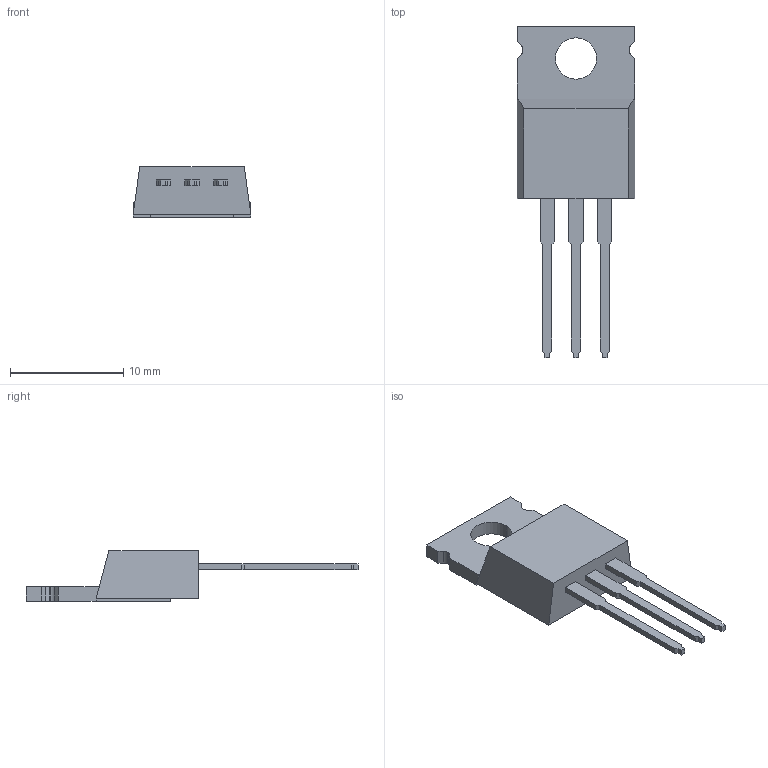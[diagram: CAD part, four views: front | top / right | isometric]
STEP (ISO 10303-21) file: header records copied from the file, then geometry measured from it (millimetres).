
FILE_DESCRIPTION (( 'STEP AP214' ), '1' );
FILE_NAME ('IRF530NPBF.STEP', '2022-04-27T20:43:42', ( '' ), ( '' ), 'SwSTEP 2.0', 'SolidWorks 2017', '' );
FILE_SCHEMA (( 'AUTOMOTIVE_DESIGN' ));
Length unit declared in the file: inch
Products named in the file (1): IRF530NPBF
Bounding box: 10.41 x 29.34 x 4.45 mm (x, y, z)
Volume: 452.3 mm3; surface area: 738.7 mm2
Topology: 5 solids, 5 shells, 78 faces, 204 edges, 136 vertices
Faces by surface type: plane 72, cylinder 6
Entity records: 2448 total; most frequent: CARTESIAN_POINT 419, ORIENTED_EDGE 408, DIRECTION 374, EDGE_CURVE 204, LINE 192, VECTOR 192, VERTEX_POINT 136, AXIS2_PLACEMENT_3D 91
